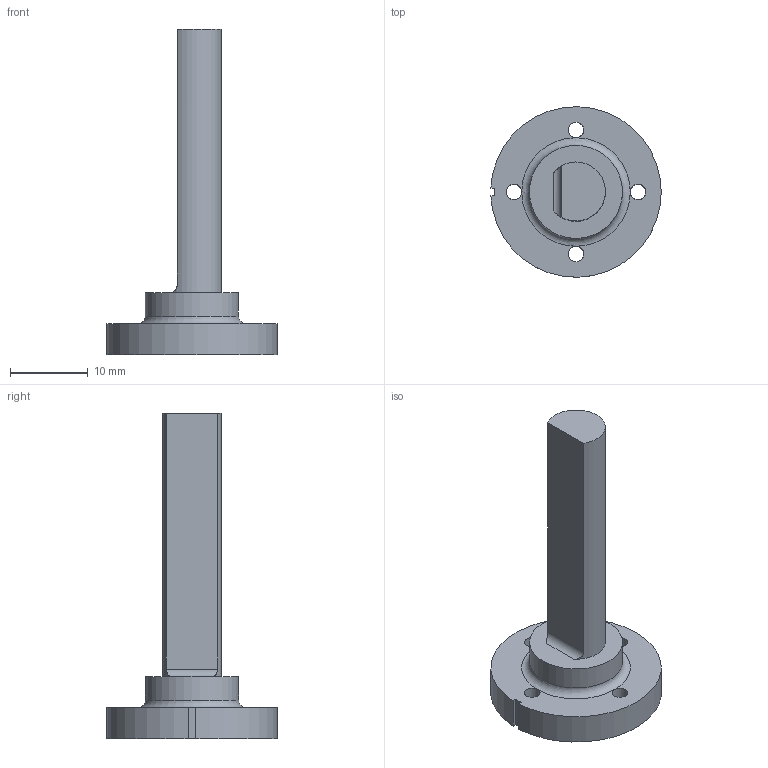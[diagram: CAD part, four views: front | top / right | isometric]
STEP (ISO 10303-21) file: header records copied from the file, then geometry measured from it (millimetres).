
FILE_DESCRIPTION(/* description */ (''),/* implementation_level */ '2;1');
FILE_NAME(/* name */ 'BM-AX12.stp',/* time_stamp */ '2025-02-15T21:19:34-06:00',/* author */ ('Alcatraz'),/* organization */ (''),/* preprocessor_version */ 'ST-DEVELOPER v20',/* originating_system */ 'Autodesk Inventor 2024',/* authorisation */ '');
FILE_SCHEMA (('AUTOMOTIVE_DESIGN { 1 0 10303 214 3 1 1 }'));
Length unit declared in the file: millimetre
Products named in the file (1): BM-AX12
Bounding box: 21.99 x 21.99 x 42 mm (x, y, z)
Volume: 3170.6 mm3; surface area: 2013 mm2
Topology: 1 solids, 1 shells, 17 faces, 50 edges, 33 vertices
Faces by surface type: plane 8, cylinder 8, torus 1
Full cylindrical faces by diameter (mm): 2.013 x4, 12 x1
Entity records: 687 total; most frequent: CARTESIAN_POINT 164, DIRECTION 102, ORIENTED_EDGE 100, EDGE_CURVE 50, AXIS2_PLACEMENT_3D 41, VERTEX_POINT 33, EDGE_LOOP 23, CIRCLE 23
